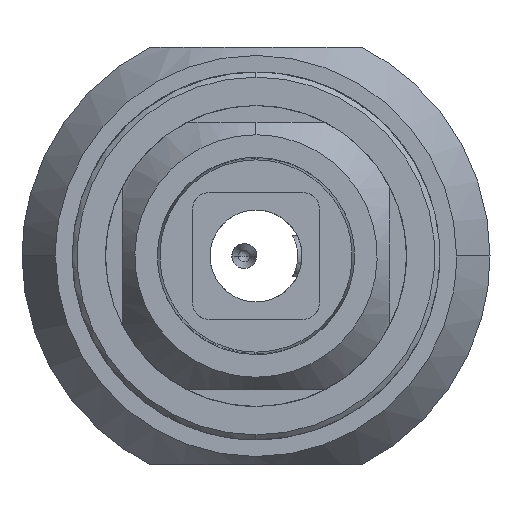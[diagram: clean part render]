
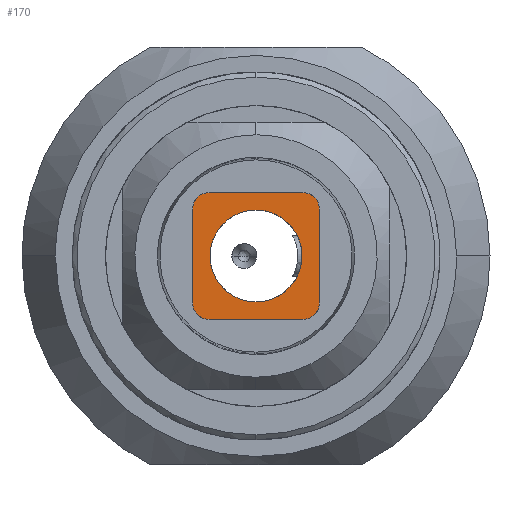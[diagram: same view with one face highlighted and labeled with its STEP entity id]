
A CAD part, front view. The second image highlights one B-rep face of the part: STEP entity #170.
In plain terms, the highlighted free-form (B-spline) face has degree [1, 1] with [2, 2] control points.
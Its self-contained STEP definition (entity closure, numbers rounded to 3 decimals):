
#20 =( BOUNDED_CURVE ( )  B_SPLINE_CURVE ( 3, ( #12743, #8614, #8348, #12807 ),
 .UNSPECIFIED., .F., .T. ) 
 B_SPLINE_CURVE_WITH_KNOTS ( ( 4, 4 ),
 ( -3.142, 0. ),
 .UNSPECIFIED. ) 
 CURVE ( )  GEOMETRIC_REPRESENTATION_ITEM ( )  RATIONAL_B_SPLINE_CURVE ( ( 1., 0.333, 0.333, 1. ) ) 
 REPRESENTATION_ITEM ( '' )  );
#79 = CARTESIAN_POINT ( 'NONE',  ( -3.8, -4.5, 2.8 ) ) ;
#88 = CARTESIAN_POINT ( 'NONE',  ( -3.8, -4.5, 2.8 ) ) ;
#170 = ADVANCED_FACE ( 'NONE', ( #12159, #1777 ), #11163, .F. ) ;
#255 = ORIENTED_EDGE ( 'NONE', *, *, #12990, .F. ) ;
#304 =( BOUNDED_CURVE ( )  B_SPLINE_CURVE ( 3, ( #11925, #12827, #11858, #2511, #6693, #3407, #2646 ),
 .UNSPECIFIED., .F., .F. ) 
 B_SPLINE_CURVE_WITH_KNOTS ( ( 4, 3, 4 ),
 ( -3.142, -1.571, 0. ),
 .UNSPECIFIED. ) 
 CURVE ( )  GEOMETRIC_REPRESENTATION_ITEM ( )  RATIONAL_B_SPLINE_CURVE ( ( 1., 0.805, 0.805, 1., 0.805, 0.805, 1. ) ) 
 REPRESENTATION_ITEM ( '' )  );
#487 = ORIENTED_EDGE ( 'NONE', *, *, #5431, .F. ) ;
#545 = CARTESIAN_POINT ( 'NONE',  ( 3.8, -4.5, 3.8 ) ) ;
#584 = CARTESIAN_POINT ( 'NONE',  ( 2.8, -4.5, 3.8 ) ) ;
#587 = CARTESIAN_POINT ( 'NONE',  ( -2.8, -4.5, 3.8 ) ) ;
#679 = CARTESIAN_POINT ( 'NONE',  ( 0., -4.5, 2.75 ) ) ;
#877 = CARTESIAN_POINT ( 'NONE',  ( -3.8, -4.5, -3.386 ) ) ;
#1026 = CARTESIAN_POINT ( 'NONE',  ( 2.8, -4.5, -3.8 ) ) ;
#1777 = FACE_OUTER_BOUND ( 'NONE', #6663, .T. ) ;
#1904 = CARTESIAN_POINT ( 'NONE',  ( -2.8, -4.5, -3.8 ) ) ;
#2301 = EDGE_CURVE ( 'NONE', #4289, #10742, #4328, .T. ) ;
#2417 = CARTESIAN_POINT ( 'NONE',  ( -3.8, -4.5, 3.386 ) ) ;
#2511 = CARTESIAN_POINT ( 'NONE',  ( -2.75, -4.5, 0. ) ) ;
#2569 = VERTEX_POINT ( 'NONE', #11748 ) ;
#2646 = CARTESIAN_POINT ( 'NONE',  ( 0., -4.5, -2.75 ) ) ;
#2851 = CARTESIAN_POINT ( 'NONE',  ( 3.8, -4.5, 2.8 ) ) ;
#3151 = EDGE_CURVE ( 'NONE', #3858, #8786, #20, .T. ) ;
#3407 = CARTESIAN_POINT ( 'NONE',  ( -1.611, -4.5, -2.75 ) ) ;
#3515 = CARTESIAN_POINT ( 'NONE',  ( -2.8, -4.5, -3.8 ) ) ;
#3738 = CARTESIAN_POINT ( 'NONE',  ( -3.8, -4.5, -2.8 ) ) ;
#3842 = ORIENTED_EDGE ( 'NONE', *, *, #9894, .F. ) ;
#3858 = VERTEX_POINT ( 'NONE', #13362 ) ;
#4072 = ORIENTED_EDGE ( 'NONE', *, *, #2301, .F. ) ;
#4233 = CARTESIAN_POINT ( 'NONE',  ( -2.8, -4.5, -3.8 ) ) ;
#4289 = VERTEX_POINT ( 'NONE', #13347 ) ;
#4328 = B_SPLINE_CURVE_WITH_KNOTS ( 'NONE', 1,
 ( #4734, #5838 ),
 .UNSPECIFIED., .F., .F.,
 ( 2, 2 ),
 ( 0., 1. ),
 .UNSPECIFIED. ) ;
#4360 =( BOUNDED_CURVE ( )  B_SPLINE_CURVE ( 3, ( #1904, #6986, #877, #6916 ),
 .UNSPECIFIED., .F., .T. ) 
 B_SPLINE_CURVE_WITH_KNOTS ( ( 4, 4 ),
 ( -1.571, 0. ),
 .UNSPECIFIED. ) 
 CURVE ( )  GEOMETRIC_REPRESENTATION_ITEM ( )  RATIONAL_B_SPLINE_CURVE ( ( 1., 0.805, 0.805, 1. ) ) 
 REPRESENTATION_ITEM ( '' )  );
#4633 = EDGE_LOOP ( 'NONE', ( #5282, #5383 ) ) ;
#4734 = CARTESIAN_POINT ( 'NONE',  ( 3.8, -4.5, 2.8 ) ) ;
#5002 = EDGE_CURVE ( 'NONE', #8347, #8071, #4360, .T. ) ;
#5049 = CARTESIAN_POINT ( 'NONE',  ( 3.386, -4.5, 3.8 ) ) ;
#5274 =( BOUNDED_CURVE ( )  B_SPLINE_CURVE ( 3, ( #8498, #7187, #13507, #5397 ),
 .UNSPECIFIED., .F., .F. ) 
 B_SPLINE_CURVE_WITH_KNOTS ( ( 4, 4 ),
 ( -1.571, 0. ),
 .UNSPECIFIED. ) 
 CURVE ( )  GEOMETRIC_REPRESENTATION_ITEM ( )  RATIONAL_B_SPLINE_CURVE ( ( 1., 0.805, 0.805, 1. ) ) 
 REPRESENTATION_ITEM ( '' )  );
#5282 = ORIENTED_EDGE ( 'NONE', *, *, #11418, .F. ) ;
#5375 = CARTESIAN_POINT ( 'NONE',  ( -3.386, -4.5, 3.8 ) ) ;
#5383 = ORIENTED_EDGE ( 'NONE', *, *, #3151, .F. ) ;
#5397 = CARTESIAN_POINT ( 'NONE',  ( 2.8, -4.5, -3.8 ) ) ;
#5431 = EDGE_CURVE ( 'NONE', #2569, #13020, #9666, .T. ) ;
#5527 = CARTESIAN_POINT ( 'NONE',  ( 2.8, -4.5, 3.8 ) ) ;
#5838 = CARTESIAN_POINT ( 'NONE',  ( 3.8, -4.5, -2.8 ) ) ;
#6402 = CARTESIAN_POINT ( 'NONE',  ( -2.8, -4.5, 3.8 ) ) ;
#6663 = EDGE_LOOP ( 'NONE', ( #6872, #4072, #255, #3842, #487, #8397, #9912, #7073 ) ) ;
#6693 = CARTESIAN_POINT ( 'NONE',  ( -2.75, -4.5, -1.611 ) ) ;
#6728 = B_SPLINE_CURVE_WITH_KNOTS ( 'NONE', 1,
 ( #9502, #79 ),
 .UNSPECIFIED., .F., .F.,
 ( 2, 2 ),
 ( 0., 1. ),
 .UNSPECIFIED. ) ;
#6872 = ORIENTED_EDGE ( 'NONE', *, *, #7892, .F. ) ;
#6901 = CARTESIAN_POINT ( 'NONE',  ( 2.8, -4.5, 3.8 ) ) ;
#6916 = CARTESIAN_POINT ( 'NONE',  ( -3.8, -4.5, -2.8 ) ) ;
#6986 = CARTESIAN_POINT ( 'NONE',  ( -3.386, -4.5, -3.8 ) ) ;
#7073 = ORIENTED_EDGE ( 'NONE', *, *, #9709, .F. ) ;
#7187 = CARTESIAN_POINT ( 'NONE',  ( 3.8, -4.5, -3.386 ) ) ;
#7355 = VERTEX_POINT ( 'NONE', #5527 ) ;
#7892 = EDGE_CURVE ( 'NONE', #10742, #11531, #5274, .T. ) ;
#7937 = CARTESIAN_POINT ( 'NONE',  ( 2.8, -4.5, -3.8 ) ) ;
#8038 = CARTESIAN_POINT ( 'NONE',  ( -3.8, -4.5, 3.8 ) ) ;
#8071 = VERTEX_POINT ( 'NONE', #3738 ) ;
#8347 = VERTEX_POINT ( 'NONE', #3515 ) ;
#8348 = CARTESIAN_POINT ( 'NONE',  ( 5.5, -4.5, 2.75 ) ) ;
#8397 = ORIENTED_EDGE ( 'NONE', *, *, #8562, .F. ) ;
#8498 = CARTESIAN_POINT ( 'NONE',  ( 3.8, -4.5, -2.8 ) ) ;
#8562 = EDGE_CURVE ( 'NONE', #8071, #2569, #6728, .T. ) ;
#8614 = CARTESIAN_POINT ( 'NONE',  ( 5.5, -4.5, -2.75 ) ) ;
#8786 = VERTEX_POINT ( 'NONE', #679 ) ;
#8977 = CARTESIAN_POINT ( 'NONE',  ( 3.8, -4.5, 3.386 ) ) ;
#9502 = CARTESIAN_POINT ( 'NONE',  ( -3.8, -4.5, -2.8 ) ) ;
#9624 =( BOUNDED_CURVE ( )  B_SPLINE_CURVE ( 3, ( #584, #5049, #8977, #2851 ),
 .UNSPECIFIED., .F., .T. ) 
 B_SPLINE_CURVE_WITH_KNOTS ( ( 4, 4 ),
 ( -1.571, 0. ),
 .UNSPECIFIED. ) 
 CURVE ( )  GEOMETRIC_REPRESENTATION_ITEM ( )  RATIONAL_B_SPLINE_CURVE ( ( 1., 0.805, 0.805, 1. ) ) 
 REPRESENTATION_ITEM ( '' )  );
#9666 =( BOUNDED_CURVE ( )  B_SPLINE_CURVE ( 3, ( #88, #2417, #5375, #6402 ),
 .UNSPECIFIED., .F., .F. ) 
 B_SPLINE_CURVE_WITH_KNOTS ( ( 4, 4 ),
 ( -1.571, 0. ),
 .UNSPECIFIED. ) 
 CURVE ( )  GEOMETRIC_REPRESENTATION_ITEM ( )  RATIONAL_B_SPLINE_CURVE ( ( 1., 0.805, 0.805, 1. ) ) 
 REPRESENTATION_ITEM ( '' )  );
#9709 = EDGE_CURVE ( 'NONE', #11531, #8347, #10482, .T. ) ;
#9894 = EDGE_CURVE ( 'NONE', #13020, #7355, #10625, .T. ) ;
#9912 = ORIENTED_EDGE ( 'NONE', *, *, #5002, .F. ) ;
#10482 = B_SPLINE_CURVE_WITH_KNOTS ( 'NONE', 1,
 ( #1026, #4233 ),
 .UNSPECIFIED., .F., .F.,
 ( 2, 2 ),
 ( 0., 1. ),
 .UNSPECIFIED. ) ;
#10625 = B_SPLINE_CURVE_WITH_KNOTS ( 'NONE', 1,
 ( #587, #6901 ),
 .UNSPECIFIED., .F., .F.,
 ( 2, 2 ),
 ( 0., 1. ),
 .UNSPECIFIED. ) ;
#10742 = VERTEX_POINT ( 'NONE', #11818 ) ;
#10924 = CARTESIAN_POINT ( 'NONE',  ( 3.8, -4.5, -3.8 ) ) ;
#11163 = B_SPLINE_SURFACE_WITH_KNOTS ( 'NONE', 1, 1, ( 
 ( #545, #8038 ),
 ( #10924, #12090 ) ),
 .UNSPECIFIED., .F., .F., .F.,
 ( 2, 2 ),
 ( 2, 2 ),
 ( 0., 1. ),
 ( 0., 1. ),
 .UNSPECIFIED. ) ;
#11418 = EDGE_CURVE ( 'NONE', #8786, #3858, #304, .T. ) ;
#11531 = VERTEX_POINT ( 'NONE', #7937 ) ;
#11748 = CARTESIAN_POINT ( 'NONE',  ( -3.8, -4.5, 2.8 ) ) ;
#11818 = CARTESIAN_POINT ( 'NONE',  ( 3.8, -4.5, -2.8 ) ) ;
#11858 = CARTESIAN_POINT ( 'NONE',  ( -2.75, -4.5, 1.611 ) ) ;
#11925 = CARTESIAN_POINT ( 'NONE',  ( 0., -4.5, 2.75 ) ) ;
#12059 = CARTESIAN_POINT ( 'NONE',  ( -2.8, -4.5, 3.8 ) ) ;
#12090 = CARTESIAN_POINT ( 'NONE',  ( -3.8, -4.5, -3.8 ) ) ;
#12159 = FACE_BOUND ( 'NONE', #4633, .T. ) ;
#12743 = CARTESIAN_POINT ( 'NONE',  ( 0., -4.5, -2.75 ) ) ;
#12807 = CARTESIAN_POINT ( 'NONE',  ( 0., -4.5, 2.75 ) ) ;
#12827 = CARTESIAN_POINT ( 'NONE',  ( -1.611, -4.5, 2.75 ) ) ;
#12990 = EDGE_CURVE ( 'NONE', #7355, #4289, #9624, .T. ) ;
#13020 = VERTEX_POINT ( 'NONE', #12059 ) ;
#13347 = CARTESIAN_POINT ( 'NONE',  ( 3.8, -4.5, 2.8 ) ) ;
#13362 = CARTESIAN_POINT ( 'NONE',  ( 0., -4.5, -2.75 ) ) ;
#13507 = CARTESIAN_POINT ( 'NONE',  ( 3.386, -4.5, -3.8 ) ) ;
